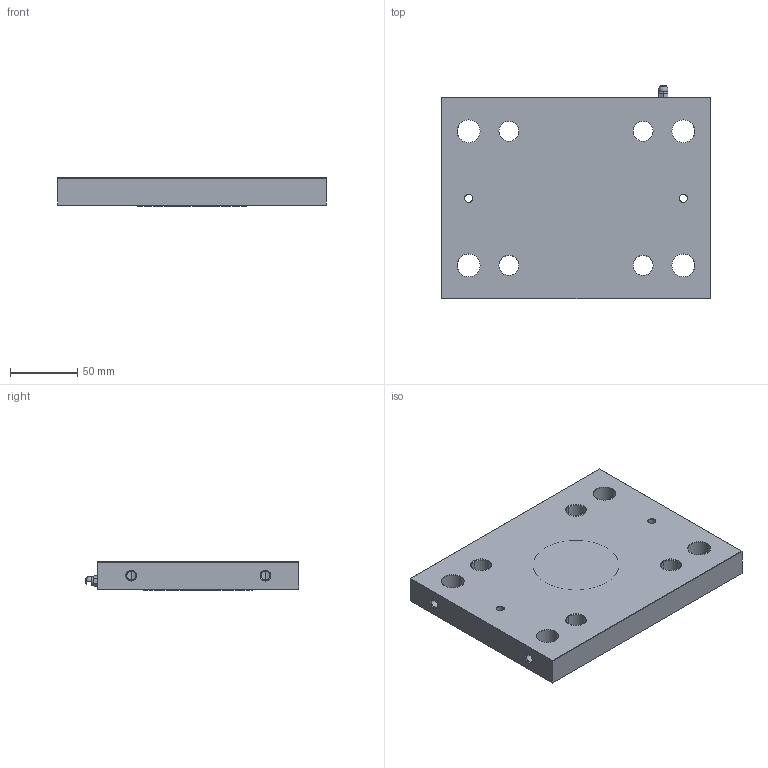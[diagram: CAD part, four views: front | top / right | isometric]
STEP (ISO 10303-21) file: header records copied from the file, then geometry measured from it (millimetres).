
FILE_DESCRIPTION(('STEP AP203'),'1');
FILE_NAME('ap_6-lub.stp','2014-08-06T06:41:13',('TraceParts'),('TraceParts S.A.'),'XStep 1.0',' ',' ');
FILE_SCHEMA(('CONFIG_CONTROL_DESIGN'));
Length unit declared in the file: millimetre
Products named in the file (4): 1; 2; 3; 4
Bounding box: 200 x 159.47 x 21.5 mm (x, y, z)
Volume: 519631.2 mm3; surface area: 139973.9 mm2
Topology: 4 solids, 4 shells, 139 faces, 361 edges, 222 vertices
Faces by surface type: cone 58, cylinder 52, plane 23, torus 4, sphere 2
Entity records: 4863 total; most frequent: CARTESIAN_POINT 1156, DIRECTION 783, ORIENTED_EDGE 714, EDGE_CURVE 357, AXIS2_PLACEMENT_3D 325, VERTEX_POINT 222, EDGE_LOOP 191, CIRCLE 178
